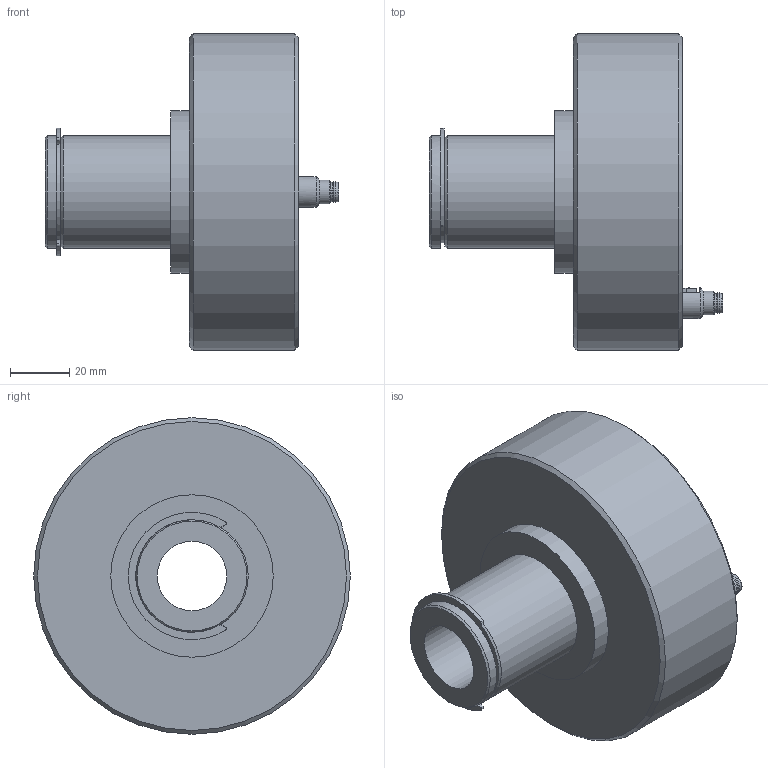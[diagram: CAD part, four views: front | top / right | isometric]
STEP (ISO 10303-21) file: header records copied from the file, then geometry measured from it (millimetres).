
FILE_DESCRIPTION(/* description */ (''),/* implementation_level */ '2;1');
FILE_NAME(/* name */ 'FI7CV04SSR.stp',/* time_stamp */ '2020-06-09T10:01:20-05:00',/* author */ ('jake.chandler'),/* organization */ ('FasTest,Inc.'),/* preprocessor_version */ 'ST-DEVELOPER v17.2',/* originating_system */ 'Autodesk Inventor 2019',/* authorisation */ '');
FILE_SCHEMA (('AUTOMOTIVE_DESIGN { 1 0 10303 214 3 1 1 }'));
Length unit declared in the file: inch
Products named in the file (1): FI7CV04SSR_Shrinkwrap_1
Bounding box: 99.03 x 106.68 x 106.68 mm (x, y, z)
Volume: 330398.4 mm3; surface area: 55029.6 mm2
Topology: 1 solids, 1 shells, 162 faces, 453 edges, 308 vertices
Faces by surface type: plane 70, cylinder 51, cone 21, torus 8, sphere 6, bspline 6
Full cylindrical faces by diameter (mm): 0.7 x6, 1.45 x1, 2.489 x2, 3.302 x2, 5.41 x2, 5.8 x1, 6.5 x1, 6.6 x1, 6.9 x1, 7.97 x1, 8.611 x1, 10.42 x1, 23.419 x1, 34.29 x1, 37.897 x2, 54.737 x1, 91.44 x1, 101.6 x2, 103.937 x1, 106.68 x1
Entity records: 5920 total; most frequent: CARTESIAN_POINT 1235, DIRECTION 1013, ORIENTED_EDGE 890, EDGE_CURVE 445, AXIS2_PLACEMENT_3D 425, VERTEX_POINT 308, CIRCLE 248, EDGE_LOOP 193
